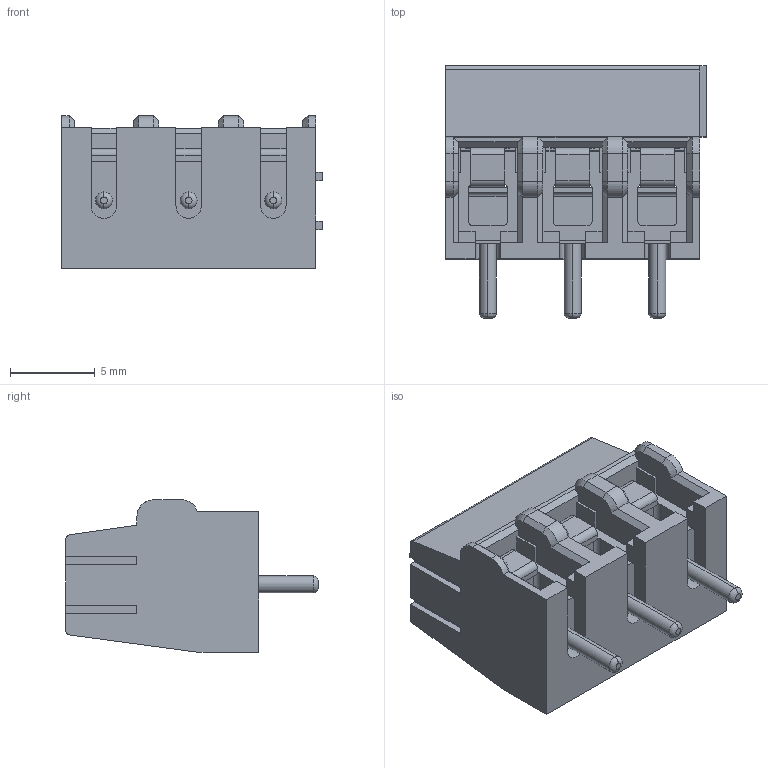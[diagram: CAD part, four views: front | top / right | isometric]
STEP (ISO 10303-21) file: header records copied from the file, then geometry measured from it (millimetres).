
FILE_DESCRIPTION (( 'STEP AP214' ), '1' );
FILE_NAME ('1935174.STEP', '2022-03-18T12:11:50', ( '' ), ( '' ), 'SwSTEP 2.0', 'SolidWorks 2018', '' );
FILE_SCHEMA (( 'AUTOMOTIVE_DESIGN' ));
Length unit declared in the file: millimetre
Products named in the file (1): 1935174
Bounding box: 15.4 x 14.9 x 9 mm (x, y, z)
Volume: 934.3 mm3; surface area: 2166.5 mm2
Topology: 16 solids, 16 shells, 354 faces, 918 edges, 596 vertices
Faces by surface type: plane 245, cylinder 79, cone 24, torus 6
Entity records: 14742 total; most frequent: CARTESIAN_POINT 1923, ORIENTED_EDGE 1836, DIRECTION 1816, EDGE_CURVE 918, VECTOR 694, LINE 694, VERTEX_POINT 596, AXIS2_PLACEMENT_3D 561
